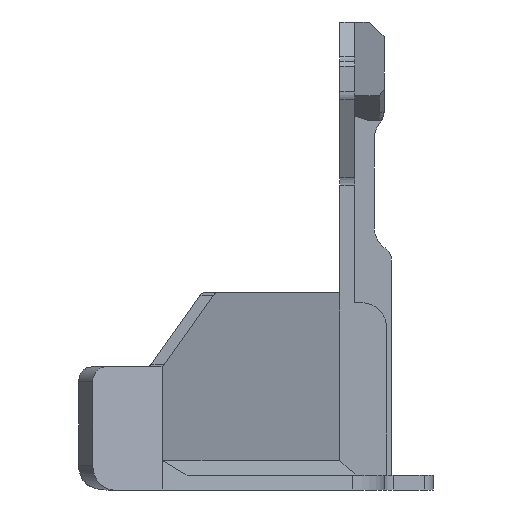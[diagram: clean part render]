
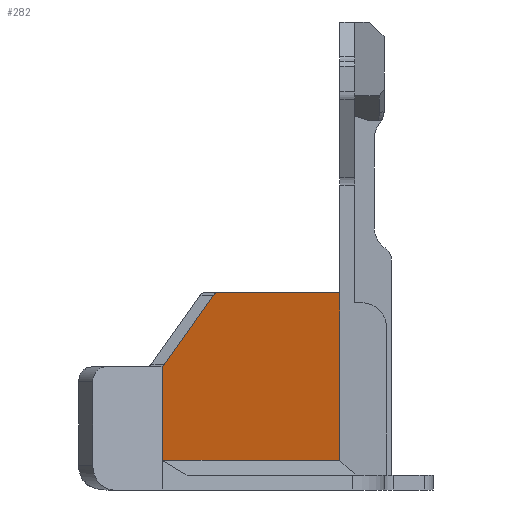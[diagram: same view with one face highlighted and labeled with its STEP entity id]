
A CAD part, left-side view. The second image highlights one B-rep face of the part: STEP entity #282.
In plain terms, the highlighted planar face has unit normal (-0.423, -0.906, 0).
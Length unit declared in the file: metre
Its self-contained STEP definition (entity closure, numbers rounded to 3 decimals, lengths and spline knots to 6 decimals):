
#282 = ADVANCED_FACE( '', ( #589 ), #590, .T. );
#589 = FACE_OUTER_BOUND( '', #923, .T. );
#590 = PLANE( '', #924 );
#923 = EDGE_LOOP( '', ( #1777, #1778, #1779, #1780, #1781, #1782, #1783 ) );
#924 = AXIS2_PLACEMENT_3D( '', #1784, #1785, #1786 );
#1777 = ORIENTED_EDGE( '', *, *, #2061, .T. );
#1778 = ORIENTED_EDGE( '', *, *, #2171, .T. );
#1779 = ORIENTED_EDGE( '', *, *, #2246, .F. );
#1780 = ORIENTED_EDGE( '', *, *, #2401, .T. );
#1781 = ORIENTED_EDGE( '', *, *, #2142, .T. );
#1782 = ORIENTED_EDGE( '', *, *, #2402, .T. );
#1783 = ORIENTED_EDGE( '', *, *, #2180, .T. );
#1784 = CARTESIAN_POINT( '', ( -0.053518, 0.017961, -0.055 ) );
#1785 = DIRECTION( '', ( -0.423, -0.906, 0. ) );
#1786 = DIRECTION( '', ( 0.906, -0.423, 0. ) );
#2061 = EDGE_CURVE( '', #2486, #2484, #2487, .T. );
#2142 = EDGE_CURVE( '', #2630, #2628, #2631, .T. );
#2171 = EDGE_CURVE( '', #2484, #2674, #2677, .T. );
#2180 = EDGE_CURVE( '', #2690, #2486, #2691, .F. );
#2246 = EDGE_CURVE( '', #2796, #2674, #2798, .T. );
#2401 = EDGE_CURVE( '', #2796, #2630, #3005, .T. );
#2402 = EDGE_CURVE( '', #2628, #2690, #3006, .T. );
#2484 = VERTEX_POINT( '', #3105 );
#2486 = VERTEX_POINT( '', #3108 );
#2487 = LINE( '', #3109, #3110 );
#2628 = VERTEX_POINT( '', #3310 );
#2630 = VERTEX_POINT( '', #3313 );
#2631 = CIRCLE( '', #3314, 0.003 );
#2674 = VERTEX_POINT( '', #3377 );
#2677 = LINE( '', #3381, #3382 );
#2690 = VERTEX_POINT( '', #3400 );
#2691 = CIRCLE( '', #3401, 0.003 );
#2796 = VERTEX_POINT( '', #3553 );
#2798 = LINE( '', #3556, #3557 );
#3005 = LINE( '', #3888, #3889 );
#3006 = LINE( '', #3890, #3891 );
#3105 = CARTESIAN_POINT( '', ( -0.092036, 0.035923, -0.089 ) );
#3108 = CARTESIAN_POINT( '', ( -0.092036, 0.035923, -0.069883 ) );
#3109 = CARTESIAN_POINT( '', ( -0.092036, 0.035923, -0.055 ) );
#3110 = VECTOR( '', #3978, 1. );
#3310 = CARTESIAN_POINT( '', ( -0.070024, 0.025658, -0.055428 ) );
#3313 = CARTESIAN_POINT( '', ( -0.068625, 0.025006, -0.055 ) );
#3314 = AXIS2_PLACEMENT_3D( '', #4077, #4078, #4079 );
#3377 = CARTESIAN_POINT( '', ( -0.015, 0., -0.089 ) );
#3381 = CARTESIAN_POINT( '', ( -0.053518, 0.017961, -0.089 ) );
#3382 = VECTOR( '', #4113, 1. );
#3400 = CARTESIAN_POINT( '', ( -0.09139, 0.035621, -0.069572 ) );
#3401 = AXIS2_PLACEMENT_3D( '', #4122, #4123, #4124 );
#3553 = CARTESIAN_POINT( '', ( -0.015, 0., -0.055 ) );
#3556 = CARTESIAN_POINT( '', ( -0.015, 0., -0.055 ) );
#3557 = VECTOR( '', #4205, 1. );
#3888 = CARTESIAN_POINT( '', ( -0.053518, 0.017961, -0.055 ) );
#3889 = VECTOR( '', #4360, 1. );
#3890 = CARTESIAN_POINT( '', ( -0.057716, 0.019919, -0.047279 ) );
#3891 = VECTOR( '', #4361, 1. );
#3978 = DIRECTION( '', ( 0., 0., -1. ) );
#4077 = CARTESIAN_POINT( '', ( -0.068625, 0.025006, -0.058 ) );
#4078 = DIRECTION( '', ( -0.423, -0.906, 0. ) );
#4079 = DIRECTION( '', ( 0.906, -0.423, 0. ) );
#4113 = DIRECTION( '', ( 0.906, -0.423, 0. ) );
#4122 = CARTESIAN_POINT( '', ( -0.092789, 0.036274, -0.067 ) );
#4123 = DIRECTION( '', ( -0.423, -0.906, 0. ) );
#4124 = DIRECTION( '', ( 0.906, -0.423, 0. ) );
#4205 = DIRECTION( '', ( 0., 0., -1. ) );
#4360 = DIRECTION( '', ( -0.906, 0.423, 0. ) );
#4361 = DIRECTION( '', ( -0.777, 0.362, -0.514 ) );
